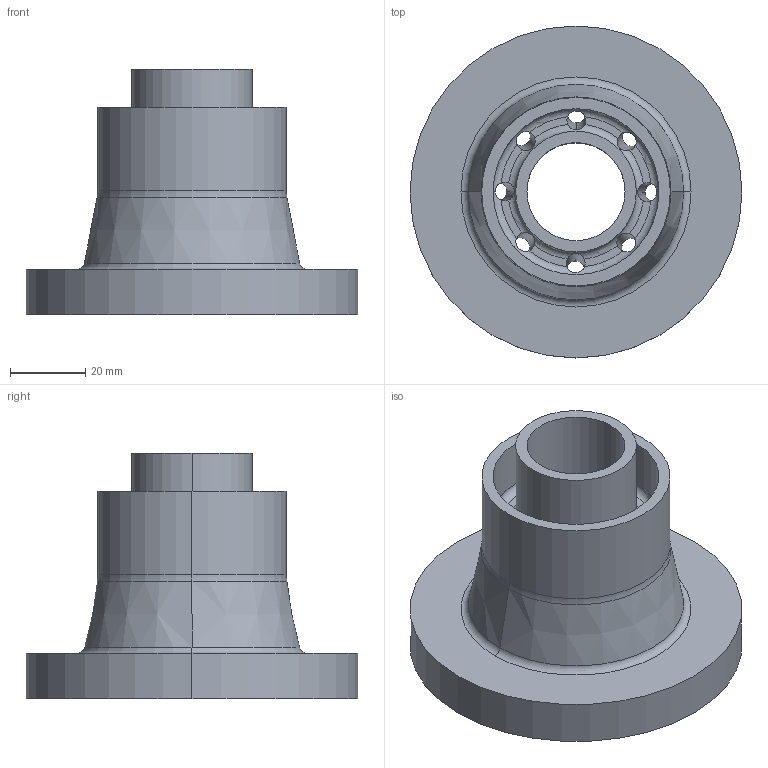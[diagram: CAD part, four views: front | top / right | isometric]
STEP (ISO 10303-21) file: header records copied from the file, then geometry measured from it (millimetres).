
FILE_DESCRIPTION (( 'STEP AP203' ), '1' );
FILE_NAME ('--7875211.STEP', '2015-03-20T19:17:50', ( 'enduser' ), ( '' ), 'SwSTEP 2.0', 'SolidWorks 2014', '' );
FILE_SCHEMA (( 'CONFIG_CONTROL_DESIGN' ));
Length unit declared in the file: millimetre
Products named in the file (1): --7875211
Bounding box: 88 x 88 x 65 mm (x, y, z)
Volume: 117721.8 mm3; surface area: 35498.1 mm2
Topology: 1 solids, 1 shells, 65 faces, 214 edges, 138 vertices
Faces by surface type: cylinder 30, plane 21, torus 12, cone 2
Entity records: 3023 total; most frequent: CARTESIAN_POINT 1214, ORIENTED_EDGE 428, DIRECTION 320, EDGE_CURVE 214, AXIS2_PLACEMENT_3D 144, VERTEX_POINT 138, CIRCLE 78, B_SPLINE_CURVE_WITH_KNOTS 72
